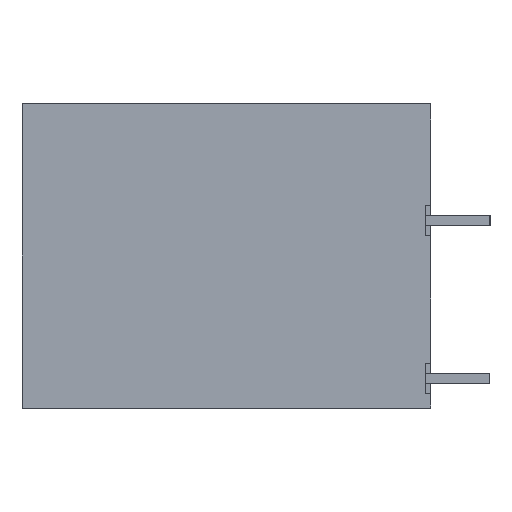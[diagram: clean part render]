
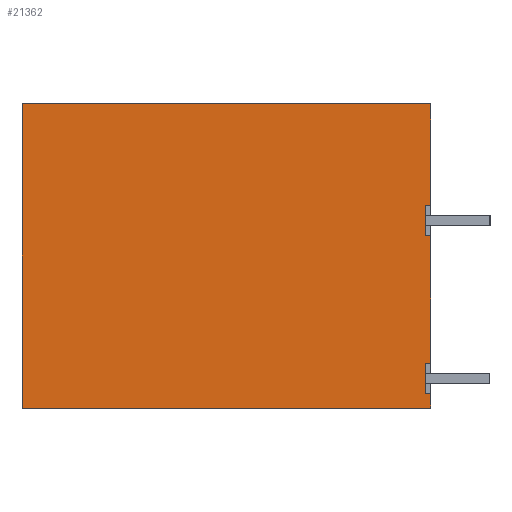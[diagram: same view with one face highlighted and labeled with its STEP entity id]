
A CAD part, left-side view. The second image highlights one B-rep face of the part: STEP entity #21362.
In plain terms, the highlighted planar face has unit normal (-1, 0, 0).
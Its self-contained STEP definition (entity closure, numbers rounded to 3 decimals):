
#21334=AXIS2_PLACEMENT_3D('Plane Axis2P3D',#21331,#21332,#21333) ;
#188=CARTESIAN_POINT('Vertex',(0.,3.8,0.85)) ;
#232=CARTESIAN_POINT('Vertex',(0.,3.8,2.65)) ;
#235=CARTESIAN_POINT('Line Origine',(0.,3.8,1.75)) ;
#938=CARTESIAN_POINT('Vertex',(0.,3.8,10.2)) ;
#959=CARTESIAN_POINT('Vertex',(0.,3.8,12.)) ;
#962=CARTESIAN_POINT('Line Origine',(0.,3.8,11.1)) ;
#9387=CARTESIAN_POINT('Vertex',(0.,3.5,10.2)) ;
#9390=CARTESIAN_POINT('Line Origine',(0.,3.5,6.425)) ;
#9394=CARTESIAN_POINT('Vertex',(0.,3.5,2.65)) ;
#9415=CARTESIAN_POINT('Line Origine',(0.,3.65,10.2)) ;
#9433=CARTESIAN_POINT('Line Origine',(0.,3.65,2.65)) ;
#9489=CARTESIAN_POINT('Vertex',(0.,3.5,0.85)) ;
#9499=CARTESIAN_POINT('Line Origine',(0.,3.65,0.85)) ;
#9512=CARTESIAN_POINT('Line Origine',(0.,3.5,0.425)) ;
#9516=CARTESIAN_POINT('Vertex',(0.,3.5,0.)) ;
#9544=CARTESIAN_POINT('Line Origine',(0.,15.6,0.)) ;
#9548=CARTESIAN_POINT('Vertex',(0.,27.7,0.)) ;
#9687=CARTESIAN_POINT('Vertex',(0.,3.5,12.)) ;
#9690=CARTESIAN_POINT('Line Origine',(0.,3.65,12.)) ;
#21288=CARTESIAN_POINT('Line Origine',(0.,3.5,15.)) ;
#21292=CARTESIAN_POINT('Vertex',(0.,3.5,18.)) ;
#21331=CARTESIAN_POINT('Axis2P3D Location',(0.,0.,0.)) ;
#21336=CARTESIAN_POINT('Line Origine',(0.,15.6,18.)) ;
#21340=CARTESIAN_POINT('Vertex',(0.,27.7,18.)) ;
#21343=CARTESIAN_POINT('Line Origine',(0.,27.7,9.)) ;
#236=DIRECTION('Vector Direction',(0.,0.,-1.)) ;
#963=DIRECTION('Vector Direction',(0.,0.,-1.)) ;
#9391=DIRECTION('Vector Direction',(0.,0.,-1.)) ;
#9416=DIRECTION('Vector Direction',(0.,1.,0.)) ;
#9434=DIRECTION('Vector Direction',(0.,1.,0.)) ;
#9500=DIRECTION('Vector Direction',(0.,1.,0.)) ;
#9513=DIRECTION('Vector Direction',(0.,0.,-1.)) ;
#9545=DIRECTION('Vector Direction',(0.,1.,0.)) ;
#9691=DIRECTION('Vector Direction',(0.,1.,0.)) ;
#21289=DIRECTION('Vector Direction',(0.,0.,-1.)) ;
#21332=DIRECTION('Axis2P3D Direction',(-1.,0.,0.)) ;
#21333=DIRECTION('Axis2P3D XDirection',(0.,0.,1.)) ;
#21337=DIRECTION('Vector Direction',(0.,-1.,0.)) ;
#21344=DIRECTION('Vector Direction',(0.,0.,1.)) ;
#237=VECTOR('Line Direction',#236,1.) ;
#964=VECTOR('Line Direction',#963,1.) ;
#9392=VECTOR('Line Direction',#9391,1.) ;
#9417=VECTOR('Line Direction',#9416,1.) ;
#9435=VECTOR('Line Direction',#9434,1.) ;
#9501=VECTOR('Line Direction',#9500,1.) ;
#9514=VECTOR('Line Direction',#9513,1.) ;
#9546=VECTOR('Line Direction',#9545,1.) ;
#9692=VECTOR('Line Direction',#9691,1.) ;
#21290=VECTOR('Line Direction',#21289,1.) ;
#21338=VECTOR('Line Direction',#21337,1.) ;
#21345=VECTOR('Line Direction',#21344,1.) ;
#21349=ORIENTED_EDGE('',*,*,#966,.F.) ;
#21350=ORIENTED_EDGE('',*,*,#9694,.F.) ;
#21351=ORIENTED_EDGE('',*,*,#21294,.T.) ;
#21352=ORIENTED_EDGE('',*,*,#21342,.T.) ;
#21353=ORIENTED_EDGE('',*,*,#21347,.T.) ;
#21354=ORIENTED_EDGE('',*,*,#9550,.T.) ;
#21355=ORIENTED_EDGE('',*,*,#9518,.T.) ;
#21356=ORIENTED_EDGE('',*,*,#9503,.T.) ;
#21357=ORIENTED_EDGE('',*,*,#239,.F.) ;
#21358=ORIENTED_EDGE('',*,*,#9437,.F.) ;
#21359=ORIENTED_EDGE('',*,*,#9396,.T.) ;
#21360=ORIENTED_EDGE('',*,*,#9419,.T.) ;
#21362=ADVANCED_FACE('HOUSING',(#21361),#21335,.T.) ;
#239=EDGE_CURVE('',#233,#189,#238,.T.) ;
#966=EDGE_CURVE('',#960,#939,#965,.T.) ;
#9396=EDGE_CURVE('',#9395,#9388,#9393,.F.) ;
#9419=EDGE_CURVE('',#9388,#939,#9418,.T.) ;
#9437=EDGE_CURVE('',#9395,#233,#9436,.T.) ;
#9503=EDGE_CURVE('',#9490,#189,#9502,.T.) ;
#9518=EDGE_CURVE('',#9517,#9490,#9515,.F.) ;
#9550=EDGE_CURVE('',#9549,#9517,#9547,.F.) ;
#9694=EDGE_CURVE('',#9688,#960,#9693,.T.) ;
#21294=EDGE_CURVE('',#9688,#21293,#21291,.F.) ;
#21342=EDGE_CURVE('',#21293,#21341,#21339,.F.) ;
#21347=EDGE_CURVE('',#21341,#9549,#21346,.F.) ;
#21348=EDGE_LOOP('',(#21349,#21350,#21351,#21352,#21353,#21354,#21355,#21356,#21357,#21358,#21359,#21360)) ;
#21361=FACE_OUTER_BOUND('',#21348,.T.) ;
#238=LINE('Line',#235,#237) ;
#965=LINE('Line',#962,#964) ;
#9393=LINE('Line',#9390,#9392) ;
#9418=LINE('Line',#9415,#9417) ;
#9436=LINE('Line',#9433,#9435) ;
#9502=LINE('Line',#9499,#9501) ;
#9515=LINE('Line',#9512,#9514) ;
#9547=LINE('Line',#9544,#9546) ;
#9693=LINE('Line',#9690,#9692) ;
#21291=LINE('Line',#21288,#21290) ;
#21339=LINE('Line',#21336,#21338) ;
#21346=LINE('Line',#21343,#21345) ;
#21335=PLANE('',#21334) ;
#189=VERTEX_POINT('',#188) ;
#233=VERTEX_POINT('',#232) ;
#939=VERTEX_POINT('',#938) ;
#960=VERTEX_POINT('',#959) ;
#9388=VERTEX_POINT('',#9387) ;
#9395=VERTEX_POINT('',#9394) ;
#9490=VERTEX_POINT('',#9489) ;
#9517=VERTEX_POINT('',#9516) ;
#9549=VERTEX_POINT('',#9548) ;
#9688=VERTEX_POINT('',#9687) ;
#21293=VERTEX_POINT('',#21292) ;
#21341=VERTEX_POINT('',#21340) ;
